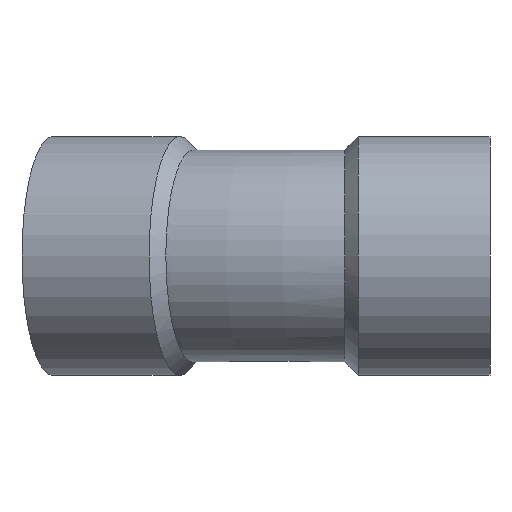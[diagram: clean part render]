
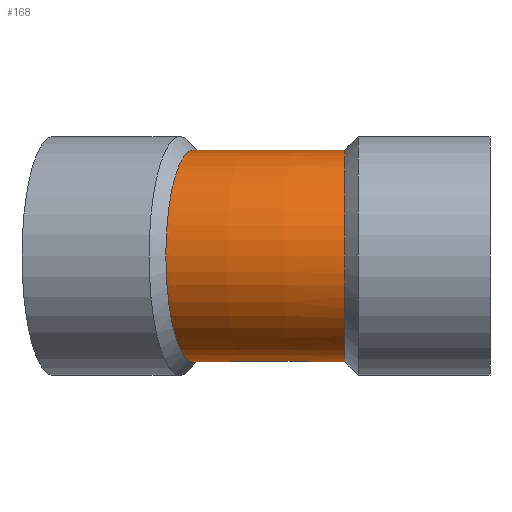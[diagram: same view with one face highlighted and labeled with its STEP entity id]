
A CAD part, left-side view. The second image highlights one B-rep face of the part: STEP entity #168.
In plain terms, the highlighted toroidal (fillet/blend) face has major radius 455.745 mm and minor radius 70 mm.
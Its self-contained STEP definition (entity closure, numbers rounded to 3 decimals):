
#27=TOROIDAL_SURFACE('',#201,455.745,70.);
#30=FACE_OUTER_BOUND('',#42,.T.);
#42=EDGE_LOOP('',(#126,#127,#128,#129,#130,#131));
#57=B_SPLINE_CURVE_WITH_KNOTS('',3,(#286,#287,#288,#289,#290,#291,#292,
#293,#294,#295,#296,#297,#298,#299,#300,#301,#302,#303,#304,#305),
 .UNSPECIFIED.,.F.,.F.,(4,2,2,2,2,2,2,2,2,4),(-44.118,-42.57,
-41.022,-38.285,-35.547,-32.81,
-30.075,-27.343,-24.612,-22.062),
 .UNSPECIFIED.);
#58=B_SPLINE_CURVE_WITH_KNOTS('',3,(#306,#307,#308,#309,#310,#311,#312,
#313,#314,#315,#316,#317,#318,#319,#320,#321,#322,#323,#324,#325),
 .UNSPECIFIED.,.F.,.F.,(4,2,2,2,2,2,2,2,2,4),(-22.062,-21.878,
-19.142,-16.403,-13.667,-10.932,
-8.199,-5.467,-2.734,0.),.UNSPECIFIED.);
#59=B_SPLINE_CURVE_WITH_KNOTS('',3,(#330,#331,#332,#333,#334,#335,#336,
#337,#338,#339,#340,#341,#342,#343,#344,#345,#346,#347,#348,#349),
 .UNSPECIFIED.,.F.,.F.,(4,2,2,2,2,2,2,2,2,4),(-22.061,-21.706,
-18.926,-16.15,-13.371,-10.675,
-8.025,-5.384,-2.718,0.),.UNSPECIFIED.);
#60=B_SPLINE_CURVE_WITH_KNOTS('',3,(#350,#351,#352,#353,#354,#355,#356,
#357,#358,#359,#360,#361,#362,#363,#364,#365,#366,#367,#368,#369),
 .UNSPECIFIED.,.F.,.F.,(4,2,2,2,2,2,2,2,2,4),(-44.117,-42.445,
-40.808,-38.029,-35.249,-32.453,
-29.734,-27.1,-24.499,-22.061),
 .UNSPECIFIED.);
#74=CIRCLE('',#202,385.745);
#86=VERTEX_POINT('',#283);
#87=VERTEX_POINT('',#285);
#88=VERTEX_POINT('',#327);
#89=VERTEX_POINT('',#329);
#101=EDGE_CURVE('',#87,#86,#57,.T.);
#102=EDGE_CURVE('',#86,#87,#58,.T.);
#103=EDGE_CURVE('',#86,#88,#74,.T.);
#104=EDGE_CURVE('',#88,#89,#59,.T.);
#105=EDGE_CURVE('',#89,#88,#60,.T.);
#126=ORIENTED_EDGE('',*,*,#101,.T.);
#127=ORIENTED_EDGE('',*,*,#103,.T.);
#128=ORIENTED_EDGE('',*,*,#104,.T.);
#129=ORIENTED_EDGE('',*,*,#105,.T.);
#130=ORIENTED_EDGE('',*,*,#103,.F.);
#131=ORIENTED_EDGE('',*,*,#102,.T.);
#168=ADVANCED_FACE('',(#30),#27,.T.);
#201=AXIS2_PLACEMENT_3D('',#326,#230,#231);
#202=AXIS2_PLACEMENT_3D('',#328,#232,#233);
#230=DIRECTION('center_axis',(0.,0.,-1.));
#231=DIRECTION('ref_axis',(-1.,0.,0.));
#232=DIRECTION('center_axis',(0.,0.,1.));
#233=DIRECTION('ref_axis',(-1.,0.,0.));
#283=CARTESIAN_POINT('',(80.94,178.217,0.));
#285=CARTESIAN_POINT('',(-54.36,214.284,0.));
#286=CARTESIAN_POINT('Ctrl Pts',(-54.36,214.284,0.));
#287=CARTESIAN_POINT('Ctrl Pts',(-54.36,214.284,-5.161));
#288=CARTESIAN_POINT('Ctrl Pts',(-53.808,214.136,-10.306));
#289=CARTESIAN_POINT('Ctrl Pts',(-51.622,213.553,-20.376));
#290=CARTESIAN_POINT('Ctrl Pts',(-49.995,213.119,-25.269));
#291=CARTESIAN_POINT('Ctrl Pts',(-44.094,211.544,-38.179));
#292=CARTESIAN_POINT('Ctrl Pts',(-38.803,210.132,-45.584));
#293=CARTESIAN_POINT('Ctrl Pts',(-25.773,206.656,-57.877));
#294=CARTESIAN_POINT('Ctrl Pts',(-18.158,204.624,-62.647));
#295=CARTESIAN_POINT('Ctrl Pts',(-1.59,200.205,-68.893));
#296=CARTESIAN_POINT('Ctrl Pts',(7.205,197.86,-70.311));
#297=CARTESIAN_POINT('Ctrl Pts',(24.816,193.165,-69.575));
#298=CARTESIAN_POINT('Ctrl Pts',(33.465,190.86,-67.432));
#299=CARTESIAN_POINT('Ctrl Pts',(49.475,186.595,-59.84));
#300=CARTESIAN_POINT('Ctrl Pts',(56.684,184.675,-54.466));
#301=CARTESIAN_POINT('Ctrl Pts',(68.706,181.474,-41.167));
#302=CARTESIAN_POINT('Ctrl Pts',(73.405,180.223,-33.369));
#303=CARTESIAN_POINT('Ctrl Pts',(79.447,178.615,-16.914));
#304=CARTESIAN_POINT('Ctrl Pts',(80.94,178.217,-8.49));
#305=CARTESIAN_POINT('Ctrl Pts',(80.94,178.217,0.));
#306=CARTESIAN_POINT('Ctrl Pts',(80.94,178.217,0.));
#307=CARTESIAN_POINT('Ctrl Pts',(80.94,178.217,0.61));
#308=CARTESIAN_POINT('Ctrl Pts',(80.933,178.22,1.221));
#309=CARTESIAN_POINT('Ctrl Pts',(80.686,178.285,10.952));
#310=CARTESIAN_POINT('Ctrl Pts',(78.734,178.804,19.937));
#311=CARTESIAN_POINT('Ctrl Pts',(71.607,180.702,36.631));
#312=CARTESIAN_POINT('Ctrl Pts',(66.499,182.061,44.179));
#313=CARTESIAN_POINT('Ctrl Pts',(53.775,185.45,56.816));
#314=CARTESIAN_POINT('Ctrl Pts',(46.283,187.445,61.786));
#315=CARTESIAN_POINT('Ctrl Pts',(29.886,191.814,68.469));
#316=CARTESIAN_POINT('Ctrl Pts',(21.139,194.145,70.121));
#317=CARTESIAN_POINT('Ctrl Pts',(3.532,198.84,69.865));
#318=CARTESIAN_POINT('Ctrl Pts',(-5.161,201.158,67.96));
#319=CARTESIAN_POINT('Ctrl Pts',(-21.353,205.476,60.813));
#320=CARTESIAN_POINT('Ctrl Pts',(-28.697,207.436,55.639));
#321=CARTESIAN_POINT('Ctrl Pts',(-41.058,210.734,42.669));
#322=CARTESIAN_POINT('Ctrl Pts',(-45.957,212.041,34.997));
#323=CARTESIAN_POINT('Ctrl Pts',(-52.64,213.825,18.139));
#324=CARTESIAN_POINT('Ctrl Pts',(-54.36,214.284,9.113));
#325=CARTESIAN_POINT('Ctrl Pts',(-54.36,214.284,0.));
#326=CARTESIAN_POINT('Origin',(455.745,87.,0.));
#327=CARTESIAN_POINT('',(70.103,95.897,0.));
#328=CARTESIAN_POINT('Origin',(455.745,87.,0.));
#329=CARTESIAN_POINT('',(-69.922,96.078,0.));
#330=CARTESIAN_POINT('Ctrl Pts',(70.103,95.897,0.));
#331=CARTESIAN_POINT('Ctrl Pts',(70.103,95.897,-1.18));
#332=CARTESIAN_POINT('Ctrl Pts',(70.073,95.897,-2.361));
#333=CARTESIAN_POINT('Ctrl Pts',(69.544,95.898,-12.795));
#334=CARTESIAN_POINT('Ctrl Pts',(67.242,95.902,-21.864));
#335=CARTESIAN_POINT('Ctrl Pts',(59.245,95.915,-38.569));
#336=CARTESIAN_POINT('Ctrl Pts',(53.632,95.924,-46.041));
#337=CARTESIAN_POINT('Ctrl Pts',(39.821,95.946,-58.376));
#338=CARTESIAN_POINT('Ctrl Pts',(31.756,95.957,-63.114));
#339=CARTESIAN_POINT('Ctrl Pts',(14.511,95.981,-69.085));
#340=CARTESIAN_POINT('Ctrl Pts',(5.533,95.993,-70.364));
#341=CARTESIAN_POINT('Ctrl Pts',(-12.265,96.015,-69.466));
#342=CARTESIAN_POINT('Ctrl Pts',(-20.924,96.026,-67.354));
#343=CARTESIAN_POINT('Ctrl Pts',(-36.972,96.044,-60.037));
#344=CARTESIAN_POINT('Ctrl Pts',(-44.222,96.052,-54.906));
#345=CARTESIAN_POINT('Ctrl Pts',(-56.495,96.065,-42.168));
#346=CARTESIAN_POINT('Ctrl Pts',(-61.386,96.07,-34.654));
#347=CARTESIAN_POINT('Ctrl Pts',(-68.162,96.077,-18.036));
#348=CARTESIAN_POINT('Ctrl Pts',(-69.922,96.078,-9.061));
#349=CARTESIAN_POINT('Ctrl Pts',(-69.922,96.078,0.));
#350=CARTESIAN_POINT('Ctrl Pts',(-69.922,96.078,0.));
#351=CARTESIAN_POINT('Ctrl Pts',(-69.922,96.078,5.574));
#352=CARTESIAN_POINT('Ctrl Pts',(-69.256,96.078,11.128));
#353=CARTESIAN_POINT('Ctrl Pts',(-66.649,96.075,21.844));
#354=CARTESIAN_POINT('Ctrl Pts',(-64.745,96.073,26.974));
#355=CARTESIAN_POINT('Ctrl Pts',(-58.051,96.066,40.083));
#356=CARTESIAN_POINT('Ctrl Pts',(-52.24,96.06,47.417));
#357=CARTESIAN_POINT('Ctrl Pts',(-38.102,96.045,59.395));
#358=CARTESIAN_POINT('Ctrl Pts',(-29.914,96.036,63.921));
#359=CARTESIAN_POINT('Ctrl Pts',(-12.197,96.015,69.541));
#360=CARTESIAN_POINT('Ctrl Pts',(-2.838,96.004,70.557));
#361=CARTESIAN_POINT('Ctrl Pts',(15.469,95.98,68.888));
#362=CARTESIAN_POINT('Ctrl Pts',(24.249,95.968,66.322));
#363=CARTESIAN_POINT('Ctrl Pts',(40.092,95.945,58.115));
#364=CARTESIAN_POINT('Ctrl Pts',(47.06,95.935,52.646));
#365=CARTESIAN_POINT('Ctrl Pts',(58.537,95.917,39.501));
#366=CARTESIAN_POINT('Ctrl Pts',(62.977,95.909,31.966));
#367=CARTESIAN_POINT('Ctrl Pts',(68.693,95.9,16.169));
#368=CARTESIAN_POINT('Ctrl Pts',(70.103,95.897,8.11));
#369=CARTESIAN_POINT('Ctrl Pts',(70.103,95.897,0.));
